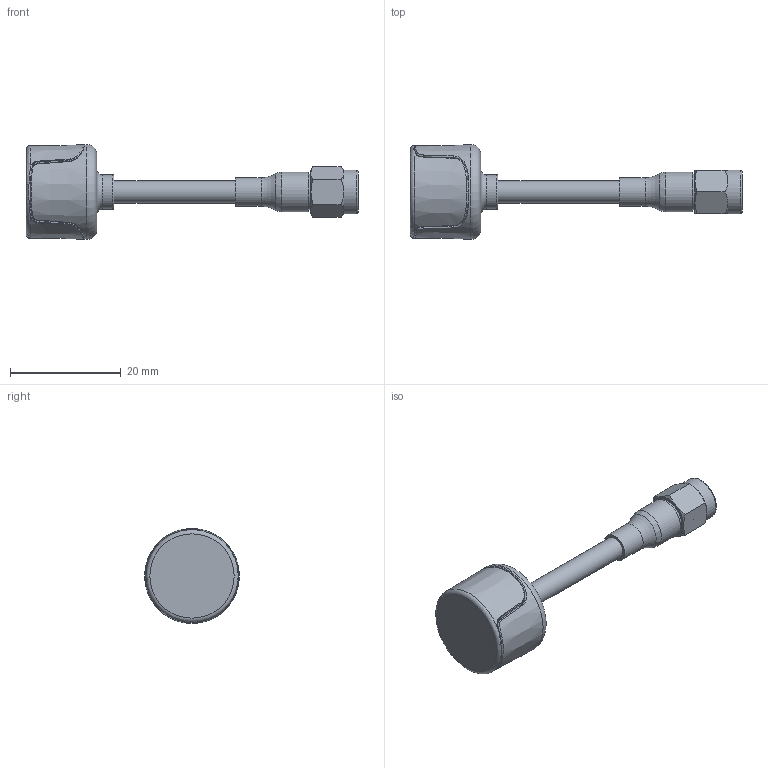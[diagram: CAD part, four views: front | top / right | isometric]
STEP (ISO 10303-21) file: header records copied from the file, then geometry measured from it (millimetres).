
FILE_DESCRIPTION (( 'STEP AP214' ), '1' );
FILE_NAME ('FOXEER LOLLIPOP 5.8GHz ANTENNA (SMA).STEP', '2019-06-10T12:22:08', ( '' ), ( '' ), 'SwSTEP 2.0', 'SolidWorks 2016', '' );
FILE_SCHEMA (( 'AUTOMOTIVE_DESIGN' ));
Length unit declared in the file: millimetre
Products named in the file (7): TermoFit - Aomway 5.8GHz 4 - Leaf Clover Antenna set for TxRx(SMA) (RHCXP); _Sma male to male 2; FOXEER LOLLIPOP 5.8GHz ANTENNA (SMA); SMA_connector_male_to_male; FOXEER LOLLIPOP CABLE; CASE LOLLIPOP; _Sma male to male 1
Assembly tree (6 placements, depth 3):
  FOXEER LOLLIPOP 5.8GHz ANTENNA (SMA)
    SMA_connector_male_to_male
      _Sma male to male 2
      _Sma male to male 1
    TermoFit - Aomway 5.8GHz 4 - Leaf Clover Antenna set for TxRx(SMA) (RHCXP)
    FOXEER LOLLIPOP CABLE
    CASE LOLLIPOP
Bounding box: 60.02 x 17.15 x 17.15 mm (x, y, z)
Volume: 3813.7 mm3; surface area: 3878.6 mm2
Topology: 6 solids, 6 shells, 112 faces, 225 edges, 138 vertices
Faces by surface type: plane 37, bspline 34, cylinder 24, cone 9, torus 8
Full cylindrical faces by diameter (mm): 0.914 x2, 2.979 x1, 3.2 x1, 4 x2, 4.135 x2, 4.592 x2, 5.2 x1, 5.25 x1, 5.334 x1, 5.588 x1, 6.2 x1, 6.35 x4, 6.604 x1, 7.25 x1, 7.64 x2, 7.899 x1
Entity records: 5289 total; most frequent: CARTESIAN_POINT 2520, DIRECTION 378, ORIENTED_EDGE 346, AXIS2_PLACEMENT_3D 177, EDGE_CURVE 173, EDGE_LOOP 172, FACE_OUTER_BOUND 146, VERTEX_POINT 127
